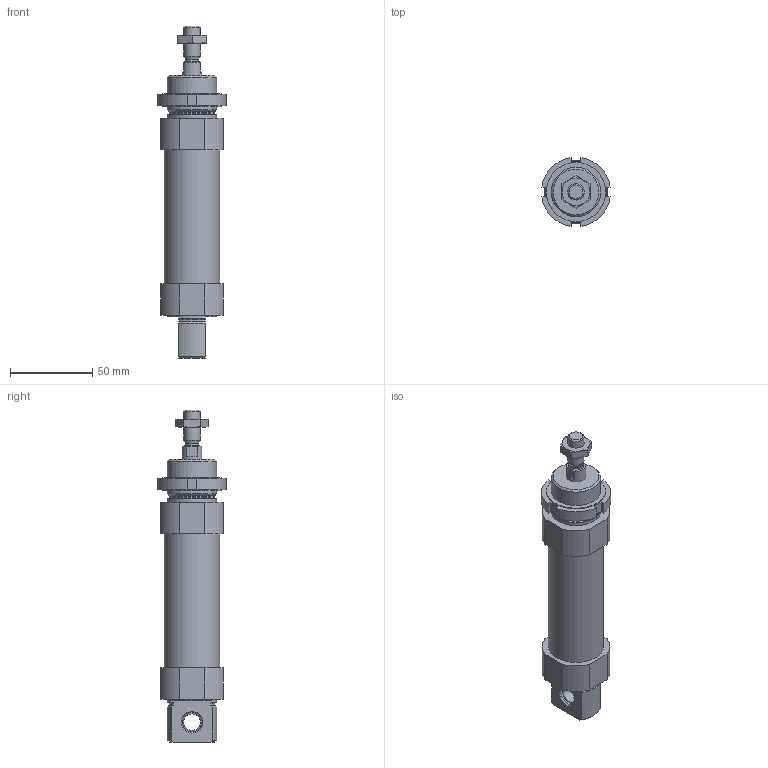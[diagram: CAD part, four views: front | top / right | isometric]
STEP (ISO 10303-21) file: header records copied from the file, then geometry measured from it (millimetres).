
FILE_DESCRIPTION(/* description */ ('STEP AP214'),/* implementation_level */ '2;1');
FILE_NAME(/* name */ '196378_ESNU-32-50-P-A',/* time_stamp */ '2024-08-21T14:34:46+02:00',/* author */ ('License CC BY-ND 4.0'),/* organization */ ('CADENAS'),/* preprocessor_version */ 'ST-DEVELOPER v19.3',/* originating_system */ 'PARTsolutions',/* authorisation */ ' ');
FILE_SCHEMA (('AP203_CONFIGURATION_CONTROLLED_3D_DESIGN_OF_MECHANICAL_PARTS_AND_ASSEMBLIES_MIM_LF { 1 0 10303 203 3 1 4 }','AUTOMOTIVE_DESIGN { 1 0 10303 214 3 1 1 }','FEATURE_BASED_PROCESS_PLANNING','MODEL_BASED_INTEGRATED_MANUFACTURING_SCHEMA','PROCESS_PLANNING_SCHEMA','AP242_MANAGED_MODEL_BASED_3D_ENGINEERING_MIM_LF { 1 0 10303 442 3 1 4 }','AUTOMOTIVE_DESIGN {1 0 10303 214 3 1 1}'));
Length unit declared in the file: millimetre
Products named in the file (5): 196378 ESNU-32-50-P-A---(0); 196378 ESNU-32-50-P---(A----0-ZR); 3753 M30x1.5; 196378 ESNU-32-50-P---(A---00--0-KS); DIN-439-B - M10x1.25(F)
Assembly tree (4 placements, depth 2):
  196378 ESNU-32-50-P-A---(0)
    196378 ESNU-32-50-P---(A----0-ZR)
    3753 M30x1.5
    196378 ESNU-32-50-P---(A---00--0-KS)
    DIN-439-B - M10x1.25(F)
Bounding box: 41.57 x 41.57 x 201.5 mm (x, y, z)
Volume: 122263.7 mm3; surface area: 42994.4 mm2
Topology: 4 solids, 5 shells, 138 faces, 316 edges, 202 vertices
Faces by surface type: plane 68, cylinder 40, cone 22, torus 8
Full cylindrical faces by diameter (mm): 2.5 x1, 8 x1, 8.4 x1, 8.566 x2, 8.647 x1, 10 x2, 12 x4, 27.7 x1, 28.376 x1, 30 x3, 32 x2, 33.6 x1, 36 x2
Entity records: 4382 total; most frequent: CARTESIAN_POINT 705, DIRECTION 640, ORIENTED_EDGE 532, EDGE_CURVE 266, AXIS2_PLACEMENT_3D 259, EDGE_LOOP 204, FACE_BOUND 204, VERTEX_POINT 196
